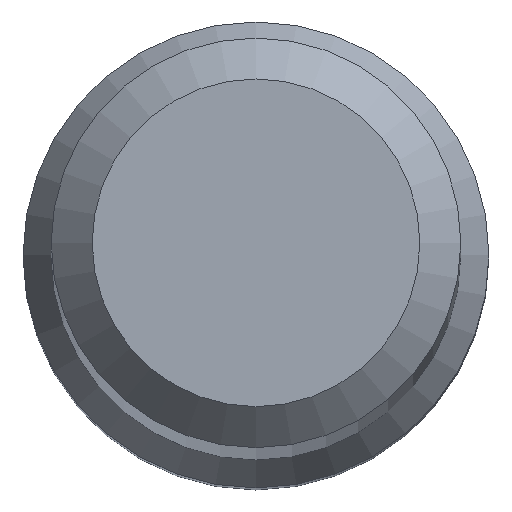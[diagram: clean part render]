
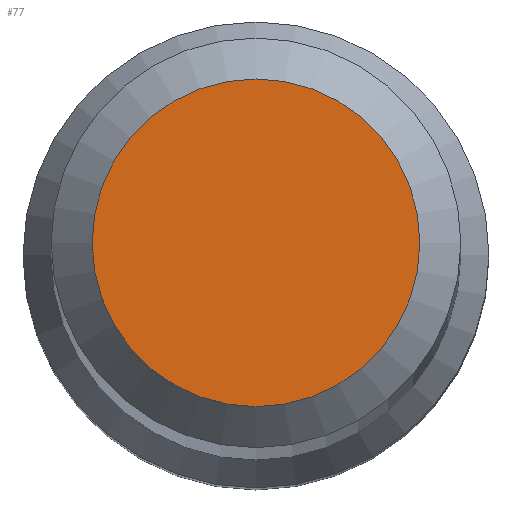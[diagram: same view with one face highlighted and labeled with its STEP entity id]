
A CAD part, top view. The second image highlights one B-rep face of the part: STEP entity #77.
In plain terms, the highlighted planar face has unit normal (0, 0, 1).
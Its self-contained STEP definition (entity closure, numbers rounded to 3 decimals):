
#40 = EDGE_CURVE ( 'NONE', #52, #52, #150, .T. ) ;
#50 = DIRECTION ( 'NONE',  ( 0., 1., 0. ) ) ;
#51 = CARTESIAN_POINT ( 'NONE',  ( 0., 0., 80. ) ) ;
#52 = VERTEX_POINT ( 'NONE', #132 ) ;
#60 = EDGE_LOOP ( 'NONE', ( #194 ) ) ;
#76 = AXIS2_PLACEMENT_3D ( 'NONE', #161, #162, #50 ) ;
#77 = ADVANCED_FACE ( 'NONE', ( #221 ), #111, .F. ) ;
#111 = PLANE ( 'NONE',  #224 ) ;
#132 = CARTESIAN_POINT ( 'NONE',  ( 0., 1.6, 80. ) ) ;
#150 = CIRCLE ( 'NONE', #76, 1.6 ) ;
#161 = CARTESIAN_POINT ( 'NONE',  ( 0., 0., 80. ) ) ;
#162 = DIRECTION ( 'NONE',  ( 0., 0., -1. ) ) ;
#186 = DIRECTION ( 'NONE',  ( 0., 0., -1. ) ) ;
#194 = ORIENTED_EDGE ( 'NONE', *, *, #40, .F. ) ;
#200 = DIRECTION ( 'NONE',  ( 0., 1., 0. ) ) ;
#221 = FACE_OUTER_BOUND ( 'NONE', #60, .T. ) ;
#224 = AXIS2_PLACEMENT_3D ( 'NONE', #51, #186, #200 ) ;
